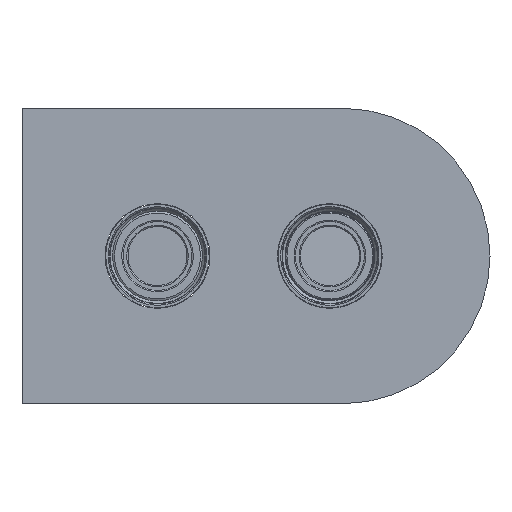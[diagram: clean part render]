
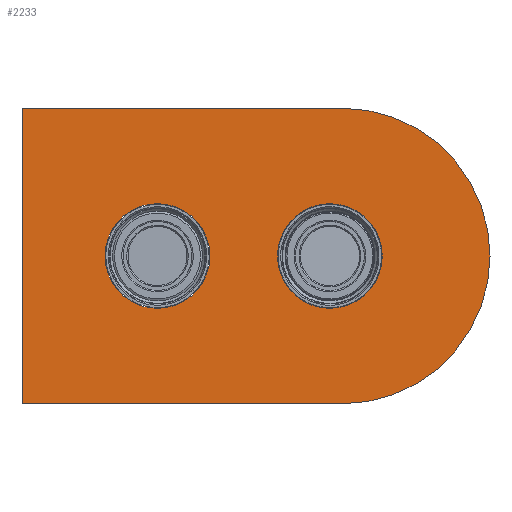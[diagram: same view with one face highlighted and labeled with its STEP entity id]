
A CAD part, left-side view. The second image highlights one B-rep face of the part: STEP entity #2233.
In plain terms, the highlighted planar face has unit normal (-1, 0, 0).
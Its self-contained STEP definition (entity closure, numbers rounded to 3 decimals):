
#119 = AXIS2_PLACEMENT_3D ( 'NONE', #9884, #1466, #4550 ) ;
#129 = FACE_BOUND ( 'NONE', #5379, .T. ) ;
#358 = LINE ( 'NONE', #3420, #807 ) ;
#363 = AXIS2_PLACEMENT_3D ( 'NONE', #5968, #6678, #5250 ) ;
#461 = CIRCLE ( 'NONE', #119, 60. ) ;
#807 = VECTOR ( 'NONE', #4252, 1000. ) ;
#849 = CARTESIAN_POINT ( 'NONE',  ( -85.229, 32., -37. ) ) ;
#1128 = ORIENTED_EDGE ( 'NONE', *, *, #1552, .F. ) ;
#1180 = VERTEX_POINT ( 'NONE', #4300 ) ;
#1230 = CARTESIAN_POINT ( 'NONE',  ( -85.229, 37., -15.75 ) ) ;
#1439 = VECTOR ( 'NONE', #7739, 1000. ) ;
#1466 = DIRECTION ( 'NONE',  ( -1., 0., 0. ) ) ;
#1541 = LINE ( 'NONE', #8525, #1439 ) ;
#1552 = EDGE_CURVE ( 'NONE', #2248, #2248, #6804, .T. ) ;
#1916 = CARTESIAN_POINT ( 'NONE',  ( -85.229, 162., -97. ) ) ;
#2233 = ADVANCED_FACE ( 'NONE', ( #129, #3859, #9314 ), #5564, .T. ) ;
#2248 = VERTEX_POINT ( 'NONE', #1230 ) ;
#2853 = CARTESIAN_POINT ( 'NONE',  ( -85.229, 162., -97. ) ) ;
#2918 = DIRECTION ( 'NONE',  ( -1., 0., 0. ) ) ;
#2960 = VERTEX_POINT ( 'NONE', #2853 ) ;
#3213 = ORIENTED_EDGE ( 'NONE', *, *, #6110, .T. ) ;
#3420 = CARTESIAN_POINT ( 'NONE',  ( -85.229, 32., 23. ) ) ;
#3733 = VECTOR ( 'NONE', #7345, 1000. ) ;
#3859 = FACE_BOUND ( 'NONE', #7863, .T. ) ;
#3989 = EDGE_LOOP ( 'NONE', ( #6841, #9266, #9727, #3213 ) ) ;
#4101 = ORIENTED_EDGE ( 'NONE', *, *, #4785, .F. ) ;
#4252 = DIRECTION ( 'NONE',  ( 0., 1., 0. ) ) ;
#4300 = CARTESIAN_POINT ( 'NONE',  ( -85.229, 32., 23. ) ) ;
#4550 = DIRECTION ( 'NONE',  ( 0., 0., 1. ) ) ;
#4599 = EDGE_CURVE ( 'NONE', #1180, #7415, #358, .T. ) ;
#4627 = AXIS2_PLACEMENT_3D ( 'NONE', #849, #8836, #4950 ) ;
#4785 = EDGE_CURVE ( 'NONE', #6746, #6746, #5918, .T. ) ;
#4950 = DIRECTION ( 'NONE',  ( 0., 0., 1. ) ) ;
#5250 = DIRECTION ( 'NONE',  ( 0., 0., 1. ) ) ;
#5256 = CARTESIAN_POINT ( 'NONE',  ( -85.229, 107., -37. ) ) ;
#5379 = EDGE_LOOP ( 'NONE', ( #1128 ) ) ;
#5564 = PLANE ( 'NONE',  #4627 ) ;
#5637 = EDGE_CURVE ( 'NONE', #7415, #2960, #1541, .T. ) ;
#5918 = CIRCLE ( 'NONE', #7452, 21.25 ) ;
#5968 = CARTESIAN_POINT ( 'NONE',  ( -85.229, 37., -37. ) ) ;
#5972 = VERTEX_POINT ( 'NONE', #8094 ) ;
#6110 = EDGE_CURVE ( 'NONE', #5972, #1180, #461, .T. ) ;
#6678 = DIRECTION ( 'NONE',  ( -1., 0., 0. ) ) ;
#6746 = VERTEX_POINT ( 'NONE', #7459 ) ;
#6804 = CIRCLE ( 'NONE', #363, 21.25 ) ;
#6841 = ORIENTED_EDGE ( 'NONE', *, *, #4599, .T. ) ;
#6946 = DIRECTION ( 'NONE',  ( 0., 0., 1. ) ) ;
#7345 = DIRECTION ( 'NONE',  ( 0., -1., 0. ) ) ;
#7415 = VERTEX_POINT ( 'NONE', #9005 ) ;
#7452 = AXIS2_PLACEMENT_3D ( 'NONE', #5256, #2918, #6946 ) ;
#7459 = CARTESIAN_POINT ( 'NONE',  ( -85.229, 107., -15.75 ) ) ;
#7739 = DIRECTION ( 'NONE',  ( 0., 0., -1. ) ) ;
#7863 = EDGE_LOOP ( 'NONE', ( #4101 ) ) ;
#8094 = CARTESIAN_POINT ( 'NONE',  ( -85.229, 32., -97. ) ) ;
#8525 = CARTESIAN_POINT ( 'NONE',  ( -85.229, 162., 23. ) ) ;
#8674 = LINE ( 'NONE', #1916, #3733 ) ;
#8775 = EDGE_CURVE ( 'NONE', #2960, #5972, #8674, .T. ) ;
#8836 = DIRECTION ( 'NONE',  ( -1., 0., 0. ) ) ;
#9005 = CARTESIAN_POINT ( 'NONE',  ( -85.229, 162., 23. ) ) ;
#9266 = ORIENTED_EDGE ( 'NONE', *, *, #5637, .T. ) ;
#9314 = FACE_OUTER_BOUND ( 'NONE', #3989, .T. ) ;
#9727 = ORIENTED_EDGE ( 'NONE', *, *, #8775, .T. ) ;
#9884 = CARTESIAN_POINT ( 'NONE',  ( -85.229, 32., -37. ) ) ;
